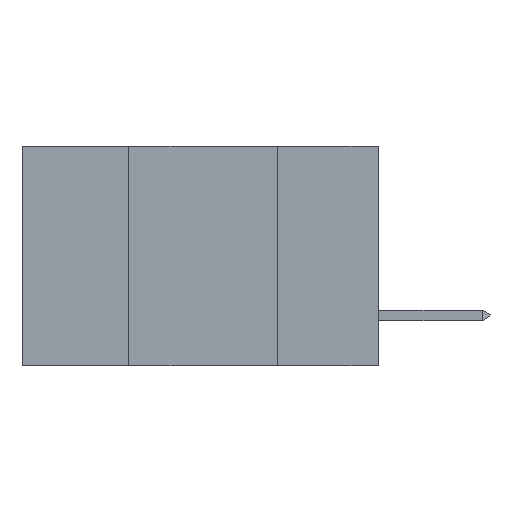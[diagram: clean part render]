
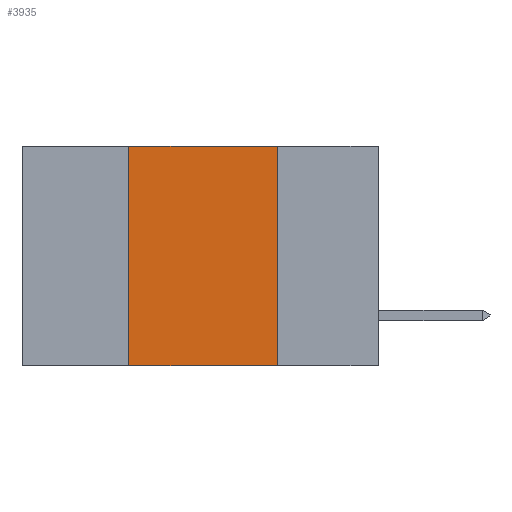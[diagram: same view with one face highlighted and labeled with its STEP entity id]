
A CAD part, left-side view. The second image highlights one B-rep face of the part: STEP entity #3935.
In plain terms, the highlighted planar face has unit normal (-1, 0, 0).
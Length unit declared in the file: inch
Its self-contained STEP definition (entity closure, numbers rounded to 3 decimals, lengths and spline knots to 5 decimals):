
#310 = VERTEX_POINT ( 'NONE', #1466 ) ;
#485 = CARTESIAN_POINT ( 'NONE',  ( 0., 0.17, 0. ) ) ;
#645 = CARTESIAN_POINT ( 'NONE',  ( 0., 0.6, 0. ) ) ;
#764 = LINE ( 'NONE', #8686, #6871 ) ;
#767 = VERTEX_POINT ( 'NONE', #1040 ) ;
#1040 = CARTESIAN_POINT ( 'NONE',  ( 0., 0.42, -0.37 ) ) ;
#1439 = PLANE ( 'NONE',  #4992 ) ;
#1466 = CARTESIAN_POINT ( 'NONE',  ( 0., 0.42, 0. ) ) ;
#1478 = DIRECTION ( 'NONE',  ( 0., 0., -1. ) ) ;
#1822 = CARTESIAN_POINT ( 'NONE',  ( 0., 0.6, -0.37 ) ) ;
#2304 = VECTOR ( 'NONE', #9180, 39.37008 ) ;
#2333 = EDGE_CURVE ( 'NONE', #767, #310, #6884, .T. ) ;
#2435 = VECTOR ( 'NONE', #9545, 39.37008 ) ;
#3054 = LINE ( 'NONE', #3853, #8889 ) ;
#3109 = EDGE_CURVE ( 'NONE', #9097, #7095, #764, .T. ) ;
#3421 = ORIENTED_EDGE ( 'NONE', *, *, #7548, .T. ) ;
#3555 = FACE_OUTER_BOUND ( 'NONE', #6247, .T. ) ;
#3853 = CARTESIAN_POINT ( 'NONE',  ( 0., 0.6, 0. ) ) ;
#3935 = ADVANCED_FACE ( 'NONE', ( #3555 ), #1439, .F. ) ;
#4628 = DIRECTION ( 'NONE',  ( 0., -1., 0. ) ) ;
#4992 = AXIS2_PLACEMENT_3D ( 'NONE', #645, #8668, #1478 ) ;
#5458 = CARTESIAN_POINT ( 'NONE',  ( 0., 0.42, 0. ) ) ;
#5462 = DIRECTION ( 'NONE',  ( 0., 0., -1. ) ) ;
#6247 = EDGE_LOOP ( 'NONE', ( #8375, #8780, #7317, #3421 ) ) ;
#6871 = VECTOR ( 'NONE', #5462, 39.37008 ) ;
#6884 = LINE ( 'NONE', #5458, #2435 ) ;
#7095 = VERTEX_POINT ( 'NONE', #9072 ) ;
#7317 = ORIENTED_EDGE ( 'NONE', *, *, #2333, .F. ) ;
#7548 = EDGE_CURVE ( 'NONE', #767, #7095, #8680, .T. ) ;
#8375 = ORIENTED_EDGE ( 'NONE', *, *, #3109, .F. ) ;
#8668 = DIRECTION ( 'NONE',  ( 1., 0., 0. ) ) ;
#8680 = LINE ( 'NONE', #1822, #2304 ) ;
#8686 = CARTESIAN_POINT ( 'NONE',  ( 0., 0.17, 0. ) ) ;
#8780 = ORIENTED_EDGE ( 'NONE', *, *, #9003, .F. ) ;
#8889 = VECTOR ( 'NONE', #4628, 39.37008 ) ;
#9003 = EDGE_CURVE ( 'NONE', #310, #9097, #3054, .T. ) ;
#9072 = CARTESIAN_POINT ( 'NONE',  ( 0., 0.17, -0.37 ) ) ;
#9097 = VERTEX_POINT ( 'NONE', #485 ) ;
#9180 = DIRECTION ( 'NONE',  ( 0., -1., 0. ) ) ;
#9545 = DIRECTION ( 'NONE',  ( 0., 0., 1. ) ) ;
